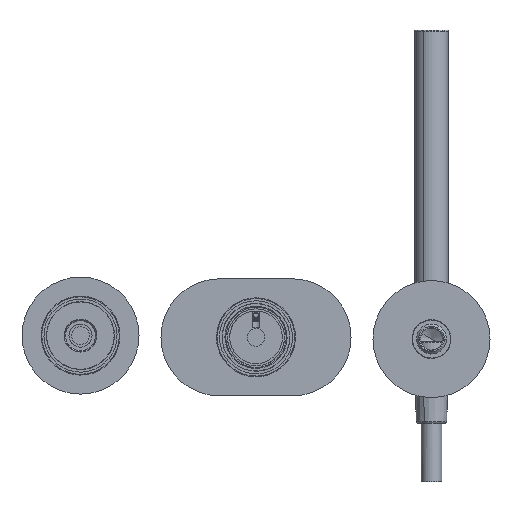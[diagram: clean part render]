
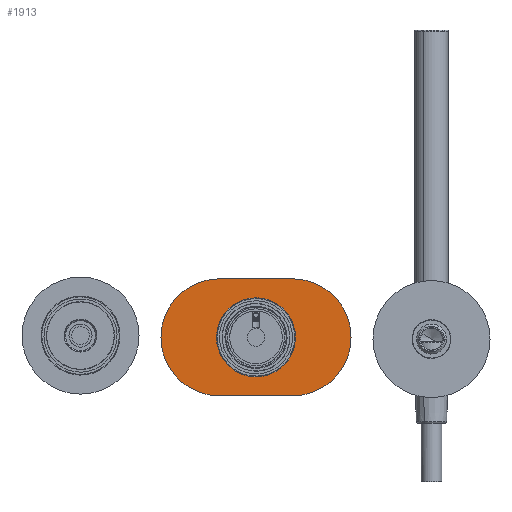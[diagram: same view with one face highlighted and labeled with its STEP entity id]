
A CAD part, front view. The second image highlights one B-rep face of the part: STEP entity #1913.
In plain terms, the highlighted planar face has unit normal (0, -1, 0).
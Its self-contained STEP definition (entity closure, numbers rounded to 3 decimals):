
#1820=CARTESIAN_POINT('Vertex',(-23.695,49.5,-12.944)) ;
#1825=CARTESIAN_POINT('Axis2P3D Location',(0.,49.5,0.)) ;
#1829=CARTESIAN_POINT('Vertex',(23.695,49.5,12.944)) ;
#1852=CARTESIAN_POINT('Axis2P3D Location',(0.,49.5,0.)) ;
#1870=CARTESIAN_POINT('Axis2P3D Location',(0.,49.5,0.)) ;
#1875=CARTESIAN_POINT('Line Origine',(0.,49.5,40.)) ;
#1879=CARTESIAN_POINT('Vertex',(-25.,49.5,40.)) ;
#1881=CARTESIAN_POINT('Vertex',(25.,49.5,40.)) ;
#1884=CARTESIAN_POINT('Axis2P3D Location',(-25.,49.5,0.)) ;
#1888=CARTESIAN_POINT('Vertex',(-25.,49.5,-40.)) ;
#1891=CARTESIAN_POINT('Line Origine',(0.,49.5,-40.)) ;
#1895=CARTESIAN_POINT('Vertex',(25.,49.5,-40.)) ;
#1898=CARTESIAN_POINT('Axis2P3D Location',(25.,49.5,0.)) ;
#1877=VECTOR('Line Direction',#1876,1.) ;
#1893=VECTOR('Line Direction',#1892,1.) ;
#1826=DIRECTION('Axis2P3D Direction',(0.,-1.,0.)) ;
#1853=DIRECTION('Axis2P3D Direction',(0.,-1.,0.)) ;
#1871=DIRECTION('Axis2P3D Direction',(0.,1.,-0.)) ;
#1872=DIRECTION('Axis2P3D XDirection',(-1.,0.,0.)) ;
#1876=DIRECTION('Vector Direction',(-1.,0.,0.)) ;
#1885=DIRECTION('Axis2P3D Direction',(0.,1.,-0.)) ;
#1892=DIRECTION('Vector Direction',(1.,0.,0.)) ;
#1899=DIRECTION('Axis2P3D Direction',(0.,1.,-0.)) ;
#1827=AXIS2_PLACEMENT_3D('Circle Axis2P3D',#1825,#1826,$) ;
#1854=AXIS2_PLACEMENT_3D('Circle Axis2P3D',#1852,#1853,$) ;
#1873=AXIS2_PLACEMENT_3D('Plane Axis2P3D',#1870,#1871,#1872) ;
#1886=AXIS2_PLACEMENT_3D('Circle Axis2P3D',#1884,#1885,$) ;
#1900=AXIS2_PLACEMENT_3D('Circle Axis2P3D',#1898,#1899,$) ;
#1878=LINE('Line',#1875,#1877) ;
#1894=LINE('Line',#1891,#1893) ;
#1828=CIRCLE('generated circle',#1827,27.) ;
#1855=CIRCLE('generated circle',#1854,27.) ;
#1887=CIRCLE('generated circle',#1886,40.) ;
#1901=CIRCLE('generated circle',#1900,40.) ;
#1874=PLANE('',#1873) ;
#1912=FACE_BOUND('',#1909,.T.) ;
#1831=EDGE_CURVE('',#1830,#1821,#1828,.F.) ;
#1856=EDGE_CURVE('',#1821,#1830,#1855,.F.) ;
#1883=EDGE_CURVE('',#1880,#1882,#1878,.F.) ;
#1890=EDGE_CURVE('',#1889,#1880,#1887,.T.) ;
#1897=EDGE_CURVE('',#1896,#1889,#1894,.F.) ;
#1902=EDGE_CURVE('',#1882,#1896,#1901,.T.) ;
#1904=ORIENTED_EDGE('',*,*,#1883,.F.) ;
#1905=ORIENTED_EDGE('',*,*,#1890,.F.) ;
#1906=ORIENTED_EDGE('',*,*,#1897,.F.) ;
#1907=ORIENTED_EDGE('',*,*,#1902,.F.) ;
#1910=ORIENTED_EDGE('',*,*,#1831,.T.) ;
#1911=ORIENTED_EDGE('',*,*,#1856,.T.) ;
#1903=EDGE_LOOP('',(#1904,#1905,#1906,#1907)) ;
#1909=EDGE_LOOP('',(#1910,#1911)) ;
#1821=VERTEX_POINT('',#1820) ;
#1830=VERTEX_POINT('',#1829) ;
#1880=VERTEX_POINT('',#1879) ;
#1882=VERTEX_POINT('',#1881) ;
#1889=VERTEX_POINT('',#1888) ;
#1896=VERTEX_POINT('',#1895) ;
#1913=ADVANCED_FACE('P46823.1\\PartBody',(#1908,#1912),#1874,.F.) ;
#1908=FACE_OUTER_BOUND('',#1903,.T.) ;
